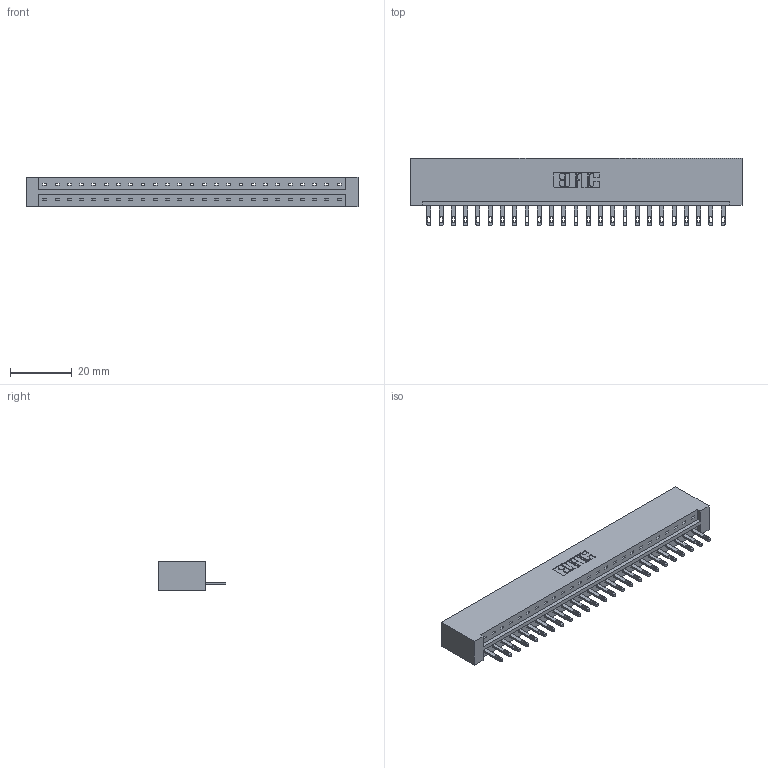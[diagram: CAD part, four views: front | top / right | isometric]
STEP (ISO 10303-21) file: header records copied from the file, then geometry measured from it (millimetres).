
FILE_DESCRIPTION (( 'STEP AP203' ), '1' );
FILE_NAME ('333-025-500-101.STEP', '2018-08-02T11:51:56', ( '' ), ( '' ), 'SwSTEP 2.0', 'SolidWorks 2016', '' );
FILE_SCHEMA (( 'CONFIG_CONTROL_DESIGN' ));
Length unit declared in the file: inch
Products named in the file (3): 333 Part_Lugless; 345-292-001_345-293-100; 333-025-500-101
Assembly tree (26 placements, depth 2):
  333-025-500-101
    333 Part_Lugless
    345-292-001_345-293-100  x25
Bounding box: 107.31 x 21.85 x 9.4 mm (x, y, z)
Volume: 11280.9 mm3; surface area: 12111.7 mm2
Topology: 26 solids, 26 shells, 1456 faces, 4487 edges, 2990 vertices
Faces by surface type: plane 966, cylinder 490
Entity records: 17135 total; most frequent: CARTESIAN_POINT 2965, ORIENTED_EDGE 2926, DIRECTION 2529, EDGE_CURVE 1463, LINE 1339, VECTOR 1339, VERTEX_POINT 974, AXIS2_PLACEMENT_3D 595
